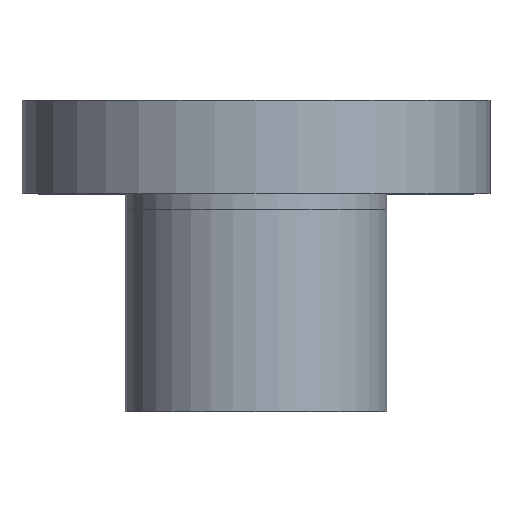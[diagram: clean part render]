
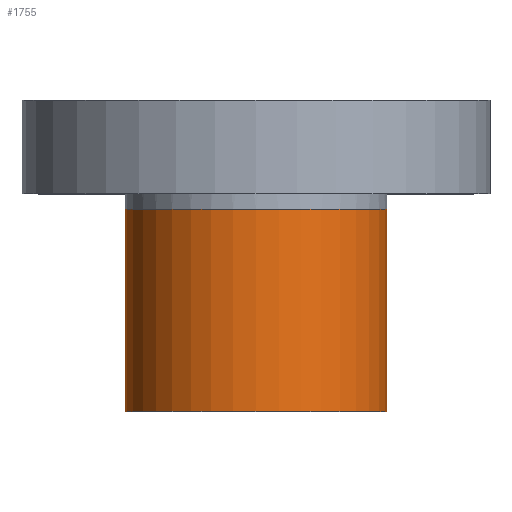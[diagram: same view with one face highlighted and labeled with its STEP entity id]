
A CAD part, top view. The second image highlights one B-rep face of the part: STEP entity #1755.
In plain terms, the highlighted cylindrical face has radius 21 mm (diameter 42 mm), a full revolution.
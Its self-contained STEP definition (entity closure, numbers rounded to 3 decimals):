
#175=FACE_OUTER_BOUND('',#282,.T.);
#282=EDGE_LOOP('',(#1537,#1538,#1539,#1540));
#377=CIRCLE('',#1948,21.);
#378=CIRCLE('',#1949,21.);
#563=LINE('',#6139,#634);
#634=VECTOR('',#2344,21.);
#801=VERTEX_POINT('',#6136);
#802=VERTEX_POINT('',#6138);
#1057=EDGE_CURVE('',#801,#801,#377,.T.);
#1058=EDGE_CURVE('',#801,#802,#563,.T.);
#1059=EDGE_CURVE('',#802,#802,#378,.T.);
#1537=ORIENTED_EDGE('',*,*,#1057,.F.);
#1538=ORIENTED_EDGE('',*,*,#1058,.T.);
#1539=ORIENTED_EDGE('',*,*,#1059,.T.);
#1540=ORIENTED_EDGE('',*,*,#1058,.F.);
#1663=CYLINDRICAL_SURFACE('',#1947,21.);
#1755=ADVANCED_FACE('',(#175),#1663,.T.);
#1947=AXIS2_PLACEMENT_3D('',#6135,#2340,#2341);
#1948=AXIS2_PLACEMENT_3D('',#6137,#2342,#2343);
#1949=AXIS2_PLACEMENT_3D('',#6140,#2345,#2346);
#2340=DIRECTION('center_axis',(0.,-1.,0.));
#2341=DIRECTION('ref_axis',(1.,0.,0.));
#2342=DIRECTION('center_axis',(0.,-1.,0.));
#2343=DIRECTION('ref_axis',(1.,0.,0.));
#2344=DIRECTION('',(0.,1.,0.));
#2345=DIRECTION('center_axis',(0.,-1.,0.));
#2346=DIRECTION('ref_axis',(1.,0.,0.));
#6135=CARTESIAN_POINT('Origin',(0.,-89.,0.));
#6136=CARTESIAN_POINT('',(-21.,-121.5,0.));
#6137=CARTESIAN_POINT('Origin',(0.,-121.5,0.));
#6138=CARTESIAN_POINT('',(-21.,-89.,0.));
#6139=CARTESIAN_POINT('',(-21.,-89.,0.));
#6140=CARTESIAN_POINT('Origin',(0.,-89.,0.));
